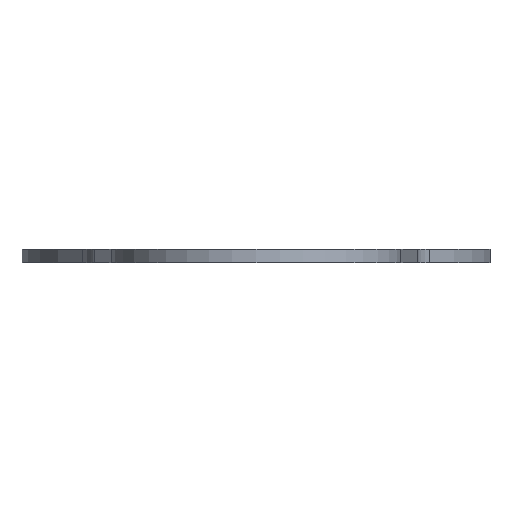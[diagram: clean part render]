
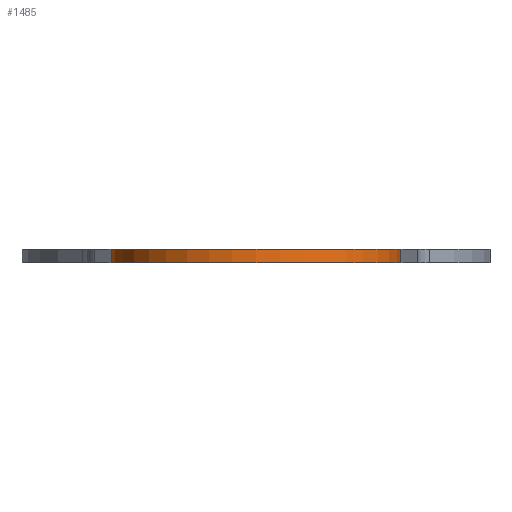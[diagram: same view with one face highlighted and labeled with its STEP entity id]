
A CAD part, front view. The second image highlights one B-rep face of the part: STEP entity #1485.
In plain terms, the highlighted cylindrical face has radius 16.75 mm (diameter 33.5 mm), a partial arc.
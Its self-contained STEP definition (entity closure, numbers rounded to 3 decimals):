
#19=CYLINDRICAL_SURFACE('',#1592,16.75);
#20=CIRCLE('',#1574,16.75);
#31=CIRCLE('',#1593,16.75);
#115=FACE_OUTER_BOUND('',#199,.T.);
#199=EDGE_LOOP('',(#1321,#1322,#1323,#1324));
#389=LINE('',#2361,#581);
#395=LINE('',#2378,#587);
#581=VECTOR('',#1937,10.);
#587=VECTOR('',#1957,10.);
#708=VERTEX_POINT('',#2333);
#709=VERTEX_POINT('',#2334);
#719=VERTEX_POINT('',#2359);
#723=VERTEX_POINT('',#2376);
#904=EDGE_CURVE('',#708,#709,#20,.T.);
#917=EDGE_CURVE('',#719,#708,#389,.T.);
#926=EDGE_CURVE('',#723,#709,#395,.T.);
#927=EDGE_CURVE('',#719,#723,#31,.T.);
#1321=ORIENTED_EDGE('',*,*,#927,.T.);
#1322=ORIENTED_EDGE('',*,*,#926,.T.);
#1323=ORIENTED_EDGE('',*,*,#904,.F.);
#1324=ORIENTED_EDGE('',*,*,#917,.F.);
#1485=ADVANCED_FACE('',(#115),#19,.T.);
#1574=AXIS2_PLACEMENT_3D('',#2335,#1910,#1911);
#1592=AXIS2_PLACEMENT_3D('',#2379,#1958,#1959);
#1593=AXIS2_PLACEMENT_3D('',#2380,#1960,#1961);
#1910=DIRECTION('center_axis',(0.,0.,1.));
#1911=DIRECTION('ref_axis',(-0.997,-0.075,0.));
#1937=DIRECTION('',(0.,0.,1.));
#1957=DIRECTION('',(0.,0.,1.));
#1958=DIRECTION('center_axis',(0.,0.,1.));
#1959=DIRECTION('ref_axis',(-0.997,-0.075,0.));
#1960=DIRECTION('center_axis',(0.,0.,1.));
#1961=DIRECTION('ref_axis',(-0.997,-0.075,0.));
#2333=CARTESIAN_POINT('',(-16.702,-46.513,1.5));
#2334=CARTESIAN_POINT('',(16.702,-46.513,1.5));
#2335=CARTESIAN_POINT('Origin',(0.,-45.25,1.5));
#2359=CARTESIAN_POINT('',(-16.702,-46.513,0.));
#2361=CARTESIAN_POINT('',(-16.702,-46.513,0.));
#2376=CARTESIAN_POINT('',(16.702,-46.513,0.));
#2378=CARTESIAN_POINT('',(16.702,-46.513,0.));
#2379=CARTESIAN_POINT('Origin',(0.,-45.25,0.));
#2380=CARTESIAN_POINT('Origin',(0.,-45.25,0.));
